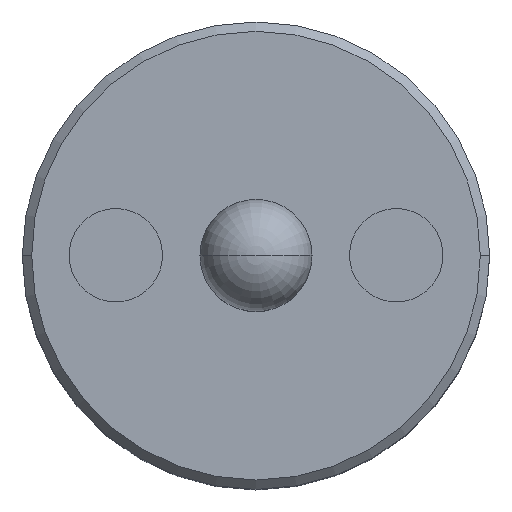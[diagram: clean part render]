
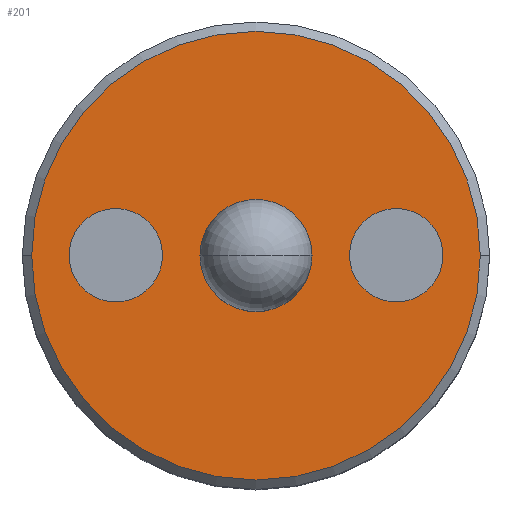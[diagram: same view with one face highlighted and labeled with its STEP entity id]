
A CAD part, top view. The second image highlights one B-rep face of the part: STEP entity #201.
In plain terms, the highlighted planar face has unit normal (0, 0, 1).
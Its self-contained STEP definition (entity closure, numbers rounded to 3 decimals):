
#87 = EDGE_LOOP ( 'NONE', ( #88, #90 ) ) ;
#88 = ORIENTED_EDGE ( 'NONE', *, *, #89, .F. ) ;
#89 = EDGE_CURVE ( 'NONE', #222, #219, #265, .T. ) ;
#90 = ORIENTED_EDGE ( 'NONE', *, *, #221, .F. ) ;
#91 = EDGE_LOOP ( 'NONE', ( #92, #94 ) ) ;
#92 = ORIENTED_EDGE ( 'NONE', *, *, #93, .F. ) ;
#93 = EDGE_CURVE ( 'NONE', #234, #233, #260, .T. ) ;
#94 = ORIENTED_EDGE ( 'NONE', *, *, #206, .F. ) ;
#95 = EDGE_LOOP ( 'NONE', ( #96, #113 ) ) ;
#96 = ORIENTED_EDGE ( 'NONE', *, *, #112, .F. ) ;
#112 = EDGE_CURVE ( 'NONE', #162, #145, #466, .T. ) ;
#113 = ORIENTED_EDGE ( 'NONE', *, *, #147, .F. ) ;
#114 = EDGE_LOOP ( 'NONE', ( #120, #122 ) ) ;
#120 = ORIENTED_EDGE ( 'NONE', *, *, #121, .T. ) ;
#121 = EDGE_CURVE ( 'NONE', #150, #133, #455, .T. ) ;
#122 = ORIENTED_EDGE ( 'NONE', *, *, #149, .T. ) ;
#133 = VERTEX_POINT ( 'NONE', #422 ) ;
#145 = VERTEX_POINT ( 'NONE', #400 ) ;
#147 = EDGE_CURVE ( 'NONE', #145, #162, #399, .T. ) ;
#149 = EDGE_CURVE ( 'NONE', #133, #150, #394, .T. ) ;
#150 = VERTEX_POINT ( 'NONE', #389 ) ;
#162 = VERTEX_POINT ( 'NONE', #366 ) ;
#201 = ADVANCED_FACE ( 'NONE', ( #308, #302, #301, #300 ), #299, .T. ) ;
#206 = EDGE_CURVE ( 'NONE', #233, #234, #289, .T. ) ;
#219 = VERTEX_POINT ( 'NONE', #599 ) ;
#221 = EDGE_CURVE ( 'NONE', #219, #222, #598, .T. ) ;
#222 = VERTEX_POINT ( 'NONE', #593 ) ;
#233 = VERTEX_POINT ( 'NONE', #535 ) ;
#234 = VERTEX_POINT ( 'NONE', #534 ) ;
#256 = DIRECTION ( 'NONE',  ( 1., 0., 0. ) ) ;
#257 = DIRECTION ( 'NONE',  ( 0., 0., 1. ) ) ;
#258 = CARTESIAN_POINT ( 'NONE',  ( 7.5, 0.024, 20. ) ) ;
#259 = AXIS2_PLACEMENT_3D ( 'NONE', #258, #257, #256 ) ;
#260 = CIRCLE ( 'NONE', #259, 2.5 ) ;
#261 = DIRECTION ( 'NONE',  ( -1., 0., 0. ) ) ;
#262 = DIRECTION ( 'NONE',  ( 0., 0., 1. ) ) ;
#263 = CARTESIAN_POINT ( 'NONE',  ( -7.5, 0.024, 20. ) ) ;
#264 = AXIS2_PLACEMENT_3D ( 'NONE', #263, #262, #261 ) ;
#265 = CIRCLE ( 'NONE', #264, 2.5 ) ;
#285 = DIRECTION ( 'NONE',  ( 1., 0., 0. ) ) ;
#286 = DIRECTION ( 'NONE',  ( 0., 0., 1. ) ) ;
#287 = CARTESIAN_POINT ( 'NONE',  ( 7.5, 0.024, 20. ) ) ;
#288 = AXIS2_PLACEMENT_3D ( 'NONE', #287, #286, #285 ) ;
#289 = CIRCLE ( 'NONE', #288, 2.5 ) ;
#295 = DIRECTION ( 'NONE',  ( 1., 0., 0. ) ) ;
#296 = DIRECTION ( 'NONE',  ( 0., 0., 1. ) ) ;
#297 = CARTESIAN_POINT ( 'NONE',  ( 0., 0., 20. ) ) ;
#298 = AXIS2_PLACEMENT_3D ( 'NONE', #297, #296, #295 ) ;
#299 = PLANE ( 'NONE',  #298 ) ;
#300 = FACE_OUTER_BOUND ( 'NONE', #114, .T. ) ;
#301 = FACE_BOUND ( 'NONE', #95, .T. ) ;
#302 = FACE_BOUND ( 'NONE', #91, .T. ) ;
#308 = FACE_BOUND ( 'NONE', #87, .T. ) ;
#366 = CARTESIAN_POINT ( 'NONE',  ( -3., 0., 20. ) ) ;
#389 = CARTESIAN_POINT ( 'NONE',  ( -12., 0., 20. ) ) ;
#390 = DIRECTION ( 'NONE',  ( 1., 0., 0. ) ) ;
#391 = DIRECTION ( 'NONE',  ( 0., 0., 1. ) ) ;
#392 = CARTESIAN_POINT ( 'NONE',  ( 0., 0., 20. ) ) ;
#393 = AXIS2_PLACEMENT_3D ( 'NONE', #392, #391, #390 ) ;
#394 = CIRCLE ( 'NONE', #393, 12. ) ;
#395 = DIRECTION ( 'NONE',  ( 1., 0., 0. ) ) ;
#396 = DIRECTION ( 'NONE',  ( 0., 0., 1. ) ) ;
#397 = CARTESIAN_POINT ( 'NONE',  ( 0., 0., 20. ) ) ;
#398 = AXIS2_PLACEMENT_3D ( 'NONE', #397, #396, #395 ) ;
#399 = CIRCLE ( 'NONE', #398, 3. ) ;
#400 = CARTESIAN_POINT ( 'NONE',  ( 3., 0., 20. ) ) ;
#422 = CARTESIAN_POINT ( 'NONE',  ( 12., 0., 20. ) ) ;
#447 = DIRECTION ( 'NONE',  ( 1., 0., 0. ) ) ;
#448 = DIRECTION ( 'NONE',  ( 0., 0., 1. ) ) ;
#449 = CARTESIAN_POINT ( 'NONE',  ( 0., 0., 20. ) ) ;
#450 = AXIS2_PLACEMENT_3D ( 'NONE', #449, #448, #447 ) ;
#455 = CIRCLE ( 'NONE', #450, 12. ) ;
#458 = DIRECTION ( 'NONE',  ( 1., 0., 0. ) ) ;
#459 = DIRECTION ( 'NONE',  ( 0., 0., 1. ) ) ;
#460 = CARTESIAN_POINT ( 'NONE',  ( 0., 0., 20. ) ) ;
#461 = AXIS2_PLACEMENT_3D ( 'NONE', #460, #459, #458 ) ;
#466 = CIRCLE ( 'NONE', #461, 3. ) ;
#534 = CARTESIAN_POINT ( 'NONE',  ( 10., 0.024, 20. ) ) ;
#535 = CARTESIAN_POINT ( 'NONE',  ( 5., 0.024, 20. ) ) ;
#593 = CARTESIAN_POINT ( 'NONE',  ( -5., 0.024, 20. ) ) ;
#594 = DIRECTION ( 'NONE',  ( -1., 0., 0. ) ) ;
#595 = DIRECTION ( 'NONE',  ( 0., 0., 1. ) ) ;
#596 = CARTESIAN_POINT ( 'NONE',  ( -7.5, 0.024, 20. ) ) ;
#597 = AXIS2_PLACEMENT_3D ( 'NONE', #596, #595, #594 ) ;
#598 = CIRCLE ( 'NONE', #597, 2.5 ) ;
#599 = CARTESIAN_POINT ( 'NONE',  ( -10., 0.024, 20. ) ) ;
